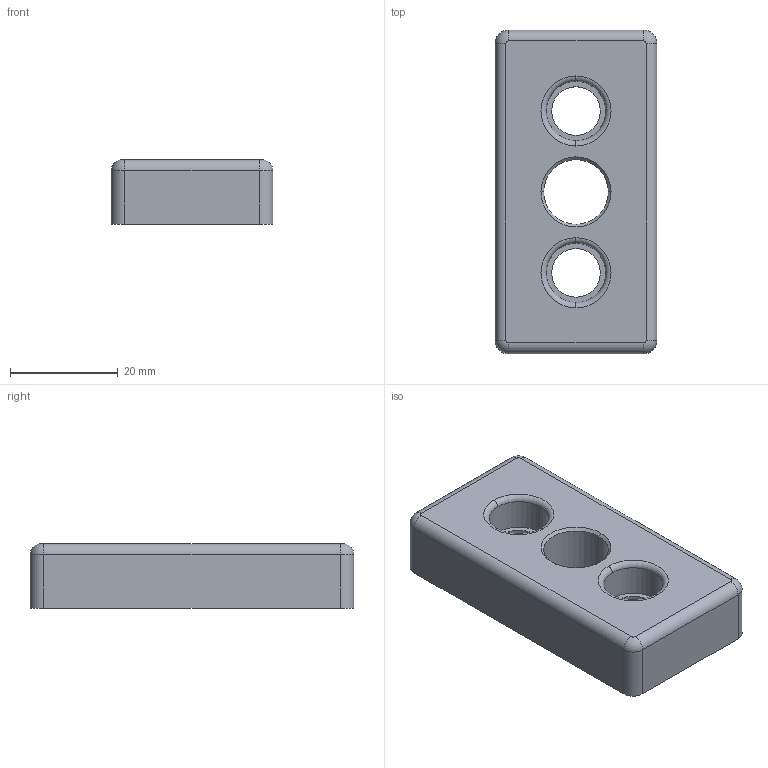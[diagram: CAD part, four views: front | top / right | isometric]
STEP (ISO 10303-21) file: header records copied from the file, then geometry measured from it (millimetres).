
FILE_DESCRIPTION (( 'STEP AP214' ), '1' );
FILE_NAME ('6438130', '2019-01-30T08:29:13', ( '' ), ('JUGARD+KÜNSTNER GmbH'), 'SwSTEP 2.0', 'SolidWorks 2017', '' );
FILE_SCHEMA (( 'AUTOMOTIVE_DESIGN' ));
Length unit declared in the file: millimetre
Products named in the file (1): 6438130
Bounding box: 30 x 60 x 12 mm (x, y, z)
Volume: 14965 mm3; surface area: 8350.1 mm2
Topology: 1 solids, 1 shells, 212 faces, 513 edges, 309 vertices
Faces by surface type: cylinder 100, torus 56, plane 44, sphere 10, cone 2
Entity records: 6278 total; most frequent: CARTESIAN_POINT 1183, DIRECTION 1182, ORIENTED_EDGE 1002, EDGE_CURVE 501, AXIS2_PLACEMENT_3D 492, VERTEX_POINT 301, CIRCLE 279, EDGE_LOOP 228
